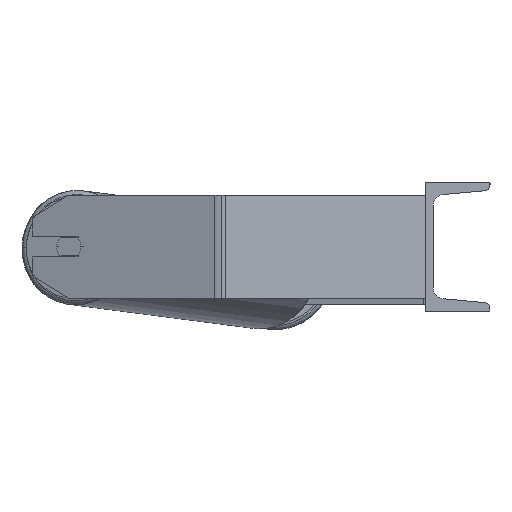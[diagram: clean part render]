
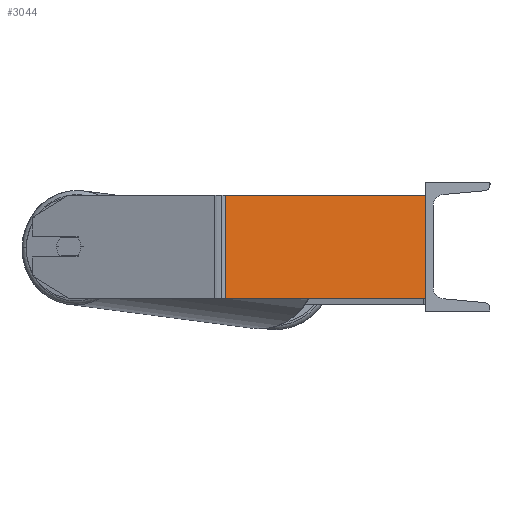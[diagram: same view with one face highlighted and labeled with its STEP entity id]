
A CAD part, left-side view. The second image highlights one B-rep face of the part: STEP entity #3044.
In plain terms, the highlighted planar face has unit normal (-0.985, -0.174, 0).
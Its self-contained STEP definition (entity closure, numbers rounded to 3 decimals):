
#27 = CARTESIAN_POINT ( 'NONE',  ( -713.123, 159.494, 40. ) ) ;
#126 = VECTOR ( 'NONE', #605, 1000. ) ;
#297 = EDGE_CURVE ( 'NONE', #6864, #1339, #2389, .T. ) ;
#478 = CARTESIAN_POINT ( 'NONE',  ( -713.123, 159.494, -40. ) ) ;
#605 = DIRECTION ( 'NONE',  ( 0., 0., -1. ) ) ;
#854 = DIRECTION ( 'NONE',  ( 0.985, 0.174, 0. ) ) ;
#1269 = DIRECTION ( 'NONE',  ( 0.174, -0.985, 0. ) ) ;
#1339 = VERTEX_POINT ( 'NONE', #4573 ) ;
#2093 = CARTESIAN_POINT ( 'NONE',  ( -685., 0., 40. ) ) ;
#2096 = FACE_OUTER_BOUND ( 'NONE', #3408, .T. ) ;
#2389 = LINE ( 'NONE', #3827, #6181 ) ;
#2840 = DIRECTION ( 'NONE',  ( 0.174, -0.985, 0. ) ) ;
#3023 = AXIS2_PLACEMENT_3D ( 'NONE', #4177, #854, #7832 ) ;
#3029 = ORIENTED_EDGE ( 'NONE', *, *, #8388, .T. ) ;
#3044 = ADVANCED_FACE ( 'NONE', ( #2096 ), #5016, .F. ) ;
#3408 = EDGE_LOOP ( 'NONE', ( #3029, #9084, #5815, #4395 ) ) ;
#3827 = CARTESIAN_POINT ( 'NONE',  ( -712.379, 155.272, 40. ) ) ;
#3867 = CARTESIAN_POINT ( 'NONE',  ( -712.379, 155.272, 40. ) ) ;
#4177 = CARTESIAN_POINT ( 'NONE',  ( -713.123, 159.494, 40. ) ) ;
#4395 = ORIENTED_EDGE ( 'NONE', *, *, #297, .T. ) ;
#4573 = CARTESIAN_POINT ( 'NONE',  ( -712.379, 155.272, -40. ) ) ;
#4999 = CARTESIAN_POINT ( 'NONE',  ( -685., 0., 40. ) ) ;
#5016 = PLANE ( 'NONE',  #3023 ) ;
#5707 = VERTEX_POINT ( 'NONE', #2093 ) ;
#5815 = ORIENTED_EDGE ( 'NONE', *, *, #7172, .F. ) ;
#5828 = VECTOR ( 'NONE', #1269, 1000. ) ;
#5857 = DIRECTION ( 'NONE',  ( 0., 0., -1. ) ) ;
#5863 = VECTOR ( 'NONE', #2840, 1000. ) ;
#6056 = EDGE_CURVE ( 'NONE', #5707, #7349, #8550, .T. ) ;
#6181 = VECTOR ( 'NONE', #5857, 1000. ) ;
#6357 = LINE ( 'NONE', #27, #5863 ) ;
#6864 = VERTEX_POINT ( 'NONE', #3867 ) ;
#7172 = EDGE_CURVE ( 'NONE', #6864, #5707, #6357, .T. ) ;
#7349 = VERTEX_POINT ( 'NONE', #8878 ) ;
#7832 = DIRECTION ( 'NONE',  ( -0.174, 0.985, 0. ) ) ;
#8242 = LINE ( 'NONE', #478, #5828 ) ;
#8388 = EDGE_CURVE ( 'NONE', #1339, #7349, #8242, .T. ) ;
#8550 = LINE ( 'NONE', #4999, #126 ) ;
#8878 = CARTESIAN_POINT ( 'NONE',  ( -685., 0., -40. ) ) ;
#9084 = ORIENTED_EDGE ( 'NONE', *, *, #6056, .F. ) ;
